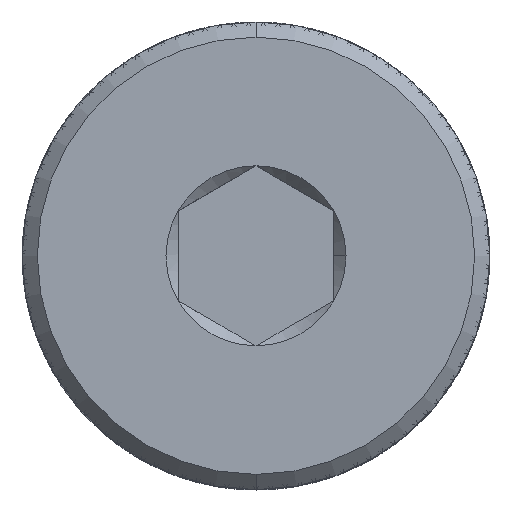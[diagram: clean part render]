
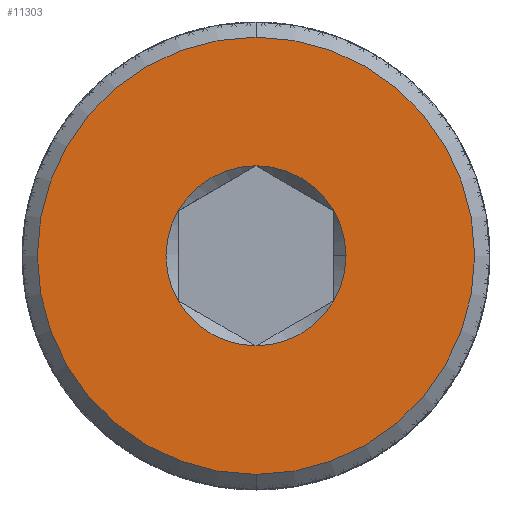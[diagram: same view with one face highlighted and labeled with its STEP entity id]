
A CAD part, top view. The second image highlights one B-rep face of the part: STEP entity #11303.
In plain terms, the highlighted planar face has unit normal (0, 0, 1).
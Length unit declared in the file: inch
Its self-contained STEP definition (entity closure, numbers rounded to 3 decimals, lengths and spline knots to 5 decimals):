
#110 = CARTESIAN_POINT ( 'NONE',  ( 0., 0., 0. ) ) ;
#167 = CIRCLE ( 'NONE', #12495, 0.10825 ) ;
#189 = ORIENTED_EDGE ( 'NONE', *, *, #1608, .F. ) ;
#276 = VERTEX_POINT ( 'NONE', #6995 ) ;
#668 = DIRECTION ( 'NONE',  ( 0., 0., 1. ) ) ;
#671 = CARTESIAN_POINT ( 'NONE',  ( 0., 0.26297, 0. ) ) ;
#714 = CIRCLE ( 'NONE', #13444, 0.10825 ) ;
#764 = ORIENTED_EDGE ( 'NONE', *, *, #3473, .F. ) ;
#776 = CARTESIAN_POINT ( 'NONE',  ( 0., 0., 0. ) ) ;
#834 = DIRECTION ( 'NONE',  ( 1., 0., 0. ) ) ;
#1045 = CIRCLE ( 'NONE', #8719, 0.10825 ) ;
#1083 = CIRCLE ( 'NONE', #13081, 0.26297 ) ;
#1188 = ORIENTED_EDGE ( 'NONE', *, *, #13193, .F. ) ;
#1284 = DIRECTION ( 'NONE',  ( 0., -1., 0. ) ) ;
#1362 = DIRECTION ( 'NONE',  ( 0., 0., 1. ) ) ;
#1383 = DIRECTION ( 'NONE',  ( 1., 0., 0. ) ) ;
#1490 = CARTESIAN_POINT ( 'NONE',  ( 0., 0., 0. ) ) ;
#1608 = EDGE_CURVE ( 'NONE', #3671, #9898, #4986, .T. ) ;
#1685 = DIRECTION ( 'NONE',  ( 1., 0., 0. ) ) ;
#1767 = DIRECTION ( 'NONE',  ( 0., 0., 1. ) ) ;
#1772 = CARTESIAN_POINT ( 'NONE',  ( 0., 0., 0. ) ) ;
#1913 = DIRECTION ( 'NONE',  ( 1., 0., 0. ) ) ;
#1930 = DIRECTION ( 'NONE',  ( 0., 0., 1. ) ) ;
#1947 = CARTESIAN_POINT ( 'NONE',  ( 0., 0., 0. ) ) ;
#2166 = EDGE_CURVE ( 'NONE', #276, #12621, #714, .T. ) ;
#2274 = FACE_BOUND ( 'NONE', #5764, .T. ) ;
#2317 = AXIS2_PLACEMENT_3D ( 'NONE', #8077, #8092, #8159 ) ;
#3295 = ORIENTED_EDGE ( 'NONE', *, *, #5488, .F. ) ;
#3335 = CARTESIAN_POINT ( 'NONE',  ( 0., -0.26297, 0. ) ) ;
#3473 = EDGE_CURVE ( 'NONE', #8358, #3671, #9166, .T. ) ;
#3556 = CARTESIAN_POINT ( 'NONE',  ( 0., -0.10825, 0. ) ) ;
#3671 = VERTEX_POINT ( 'NONE', #4514 ) ;
#3734 = CIRCLE ( 'NONE', #11121, 0.26297 ) ;
#3846 = VERTEX_POINT ( 'NONE', #671 ) ;
#4514 = CARTESIAN_POINT ( 'NONE',  ( 0.10825, 0., 0. ) ) ;
#4986 = CIRCLE ( 'NONE', #2317, 0.10825 ) ;
#5031 = ORIENTED_EDGE ( 'NONE', *, *, #11394, .T. ) ;
#5254 = EDGE_CURVE ( 'NONE', #10211, #3846, #3734, .T. ) ;
#5488 = EDGE_CURVE ( 'NONE', #9540, #8358, #1045, .T. ) ;
#5764 = EDGE_LOOP ( 'NONE', ( #3295, #1188, #7732, #8391, #13335, #189, #764 ) ) ;
#6807 = AXIS2_PLACEMENT_3D ( 'NONE', #8676, #8629, #8615 ) ;
#6995 = CARTESIAN_POINT ( 'NONE',  ( -0.09375, 0.05413, 0. ) ) ;
#7001 = CARTESIAN_POINT ( 'NONE',  ( -0.09375, -0.05413, 0. ) ) ;
#7732 = ORIENTED_EDGE ( 'NONE', *, *, #2166, .F. ) ;
#8056 = AXIS2_PLACEMENT_3D ( 'NONE', #10922, #10900, #10868 ) ;
#8068 = DIRECTION ( 'NONE',  ( 0., -1., 0. ) ) ;
#8072 = DIRECTION ( 'NONE',  ( 0., 0., 1. ) ) ;
#8077 = CARTESIAN_POINT ( 'NONE',  ( 0., 0., 0. ) ) ;
#8088 = CARTESIAN_POINT ( 'NONE',  ( 0., 0., 0. ) ) ;
#8092 = DIRECTION ( 'NONE',  ( 0., 0., 1. ) ) ;
#8102 = DIRECTION ( 'NONE',  ( 0., 0., 1. ) ) ;
#8118 = CARTESIAN_POINT ( 'NONE',  ( 0., 0.10825, 0. ) ) ;
#8159 = DIRECTION ( 'NONE',  ( 1., 0., 0. ) ) ;
#8358 = VERTEX_POINT ( 'NONE', #12882 ) ;
#8391 = ORIENTED_EDGE ( 'NONE', *, *, #8819, .F. ) ;
#8615 = DIRECTION ( 'NONE',  ( 0., -1., 0. ) ) ;
#8629 = DIRECTION ( 'NONE',  ( 0., 0., 1. ) ) ;
#8676 = CARTESIAN_POINT ( 'NONE',  ( 0., 0., 0. ) ) ;
#8719 = AXIS2_PLACEMENT_3D ( 'NONE', #13328, #13292, #13124 ) ;
#8762 = CIRCLE ( 'NONE', #12578, 0.10825 ) ;
#8791 = CARTESIAN_POINT ( 'NONE',  ( 0.09375, 0.05413, 0. ) ) ;
#8819 = EDGE_CURVE ( 'NONE', #11395, #276, #167, .T. ) ;
#8837 = PLANE ( 'NONE',  #6807 ) ;
#9166 = CIRCLE ( 'NONE', #10376, 0.10825 ) ;
#9540 = VERTEX_POINT ( 'NONE', #3556 ) ;
#9646 = CIRCLE ( 'NONE', #8056, 0.10825 ) ;
#9898 = VERTEX_POINT ( 'NONE', #8791 ) ;
#10211 = VERTEX_POINT ( 'NONE', #3335 ) ;
#10376 = AXIS2_PLACEMENT_3D ( 'NONE', #1947, #1930, #1913 ) ;
#10612 = FACE_OUTER_BOUND ( 'NONE', #12584, .T. ) ;
#10860 = ORIENTED_EDGE ( 'NONE', *, *, #5254, .T. ) ;
#10868 = DIRECTION ( 'NONE',  ( 1., 0., 0. ) ) ;
#10900 = DIRECTION ( 'NONE',  ( 0., 0., 1. ) ) ;
#10922 = CARTESIAN_POINT ( 'NONE',  ( 0., 0., 0. ) ) ;
#10948 = EDGE_CURVE ( 'NONE', #9898, #11395, #9646, .T. ) ;
#11121 = AXIS2_PLACEMENT_3D ( 'NONE', #1490, #1362, #1284 ) ;
#11303 = ADVANCED_FACE ( 'NONE', ( #2274, #10612 ), #8837, .T. ) ;
#11394 = EDGE_CURVE ( 'NONE', #3846, #10211, #1083, .T. ) ;
#11395 = VERTEX_POINT ( 'NONE', #8118 ) ;
#12495 = AXIS2_PLACEMENT_3D ( 'NONE', #776, #668, #834 ) ;
#12578 = AXIS2_PLACEMENT_3D ( 'NONE', #110, #8102, #1383 ) ;
#12584 = EDGE_LOOP ( 'NONE', ( #5031, #10860 ) ) ;
#12621 = VERTEX_POINT ( 'NONE', #7001 ) ;
#12882 = CARTESIAN_POINT ( 'NONE',  ( 0.09375, -0.05413, 0. ) ) ;
#13081 = AXIS2_PLACEMENT_3D ( 'NONE', #8088, #8072, #8068 ) ;
#13124 = DIRECTION ( 'NONE',  ( 1., 0., 0. ) ) ;
#13193 = EDGE_CURVE ( 'NONE', #12621, #9540, #8762, .T. ) ;
#13292 = DIRECTION ( 'NONE',  ( 0., 0., 1. ) ) ;
#13328 = CARTESIAN_POINT ( 'NONE',  ( 0., 0., 0. ) ) ;
#13335 = ORIENTED_EDGE ( 'NONE', *, *, #10948, .F. ) ;
#13444 = AXIS2_PLACEMENT_3D ( 'NONE', #1772, #1767, #1685 ) ;
